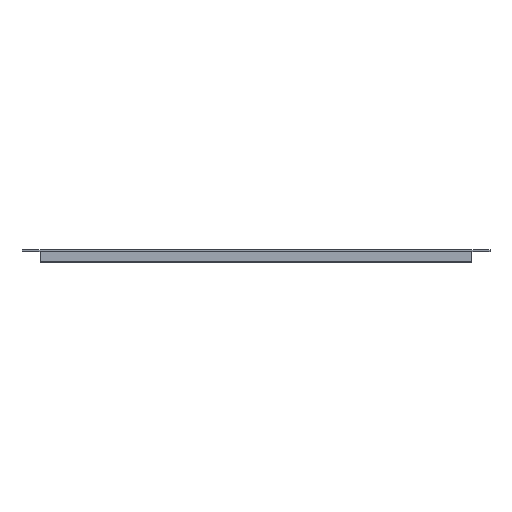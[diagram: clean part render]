
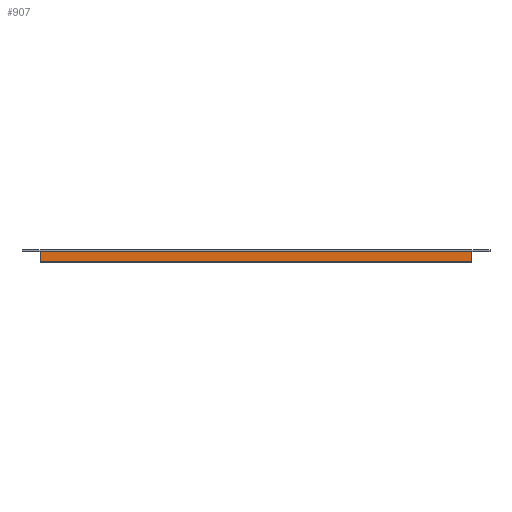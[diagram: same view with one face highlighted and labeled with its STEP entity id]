
A CAD part, top view. The second image highlights one B-rep face of the part: STEP entity #907.
In plain terms, the highlighted planar face has unit normal (0, 0.023, 1).
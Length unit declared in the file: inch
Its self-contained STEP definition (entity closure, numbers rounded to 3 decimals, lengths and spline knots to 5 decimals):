
#42 = VERTEX_POINT ( 'NONE', #1006 ) ;
#70 = ORIENTED_EDGE ( 'NONE', *, *, #947, .T. ) ;
#71 = ORIENTED_EDGE ( 'NONE', *, *, #1477, .T. ) ;
#82 = CARTESIAN_POINT ( 'NONE',  ( 8.74016, -0.02953, 5.24606 ) ) ;
#210 = ORIENTED_EDGE ( 'NONE', *, *, #1244, .F. ) ;
#230 = DIRECTION ( 'NONE',  ( -1., 0., 0. ) ) ;
#260 = CARTESIAN_POINT ( 'NONE',  ( 8.74016, -0.02953, 5.24606 ) ) ;
#280 = PLANE ( 'NONE',  #456 ) ;
#386 = CARTESIAN_POINT ( 'NONE',  ( 8.74016, -0.4626, 5.25591 ) ) ;
#393 = VECTOR ( 'NONE', #1048, 39.37008 ) ;
#414 = DIRECTION ( 'NONE',  ( 0., 0.023, 1. ) ) ;
#446 = CARTESIAN_POINT ( 'NONE',  ( 8.74016, -0.02953, 5.24606 ) ) ;
#456 = AXIS2_PLACEMENT_3D ( 'NONE', #260, #414, #543 ) ;
#498 = LINE ( 'NONE', #446, #393 ) ;
#525 = DIRECTION ( 'NONE',  ( -1., 0., 0. ) ) ;
#543 = DIRECTION ( 'NONE',  ( 0., -1., 0.023 ) ) ;
#619 = VERTEX_POINT ( 'NONE', #82 ) ;
#653 = CARTESIAN_POINT ( 'NONE',  ( 8.74016, -0.02953, 5.24606 ) ) ;
#680 = VERTEX_POINT ( 'NONE', #968 ) ;
#689 = LINE ( 'NONE', #653, #1191 ) ;
#761 = CARTESIAN_POINT ( 'NONE',  ( -8.74016, -0.02953, 5.24606 ) ) ;
#773 = DIRECTION ( 'NONE',  ( 0., 1., -0.023 ) ) ;
#856 = CARTESIAN_POINT ( 'NONE',  ( 8.74016, -0.4626, 5.25591 ) ) ;
#907 = ADVANCED_FACE ( 'NONE', ( #1030 ), #280, .T. ) ;
#922 = EDGE_CURVE ( 'NONE', #42, #680, #1232, .T. ) ;
#947 = EDGE_CURVE ( 'NONE', #1403, #619, #498, .T. ) ;
#968 = CARTESIAN_POINT ( 'NONE',  ( -8.74016, -0.02953, 5.24606 ) ) ;
#982 = ORIENTED_EDGE ( 'NONE', *, *, #922, .F. ) ;
#992 = VECTOR ( 'NONE', #773, 39.37008 ) ;
#1006 = CARTESIAN_POINT ( 'NONE',  ( -8.74016, -0.4626, 5.25591 ) ) ;
#1030 = FACE_OUTER_BOUND ( 'NONE', #1428, .T. ) ;
#1048 = DIRECTION ( 'NONE',  ( 0., 1., -0.023 ) ) ;
#1191 = VECTOR ( 'NONE', #525, 39.37008 ) ;
#1232 = LINE ( 'NONE', #761, #992 ) ;
#1244 = EDGE_CURVE ( 'NONE', #1403, #42, #1473, .T. ) ;
#1403 = VERTEX_POINT ( 'NONE', #386 ) ;
#1428 = EDGE_LOOP ( 'NONE', ( #982, #210, #70, #71 ) ) ;
#1473 = LINE ( 'NONE', #856, #1513 ) ;
#1477 = EDGE_CURVE ( 'NONE', #619, #680, #689, .T. ) ;
#1513 = VECTOR ( 'NONE', #230, 39.37008 ) ;
